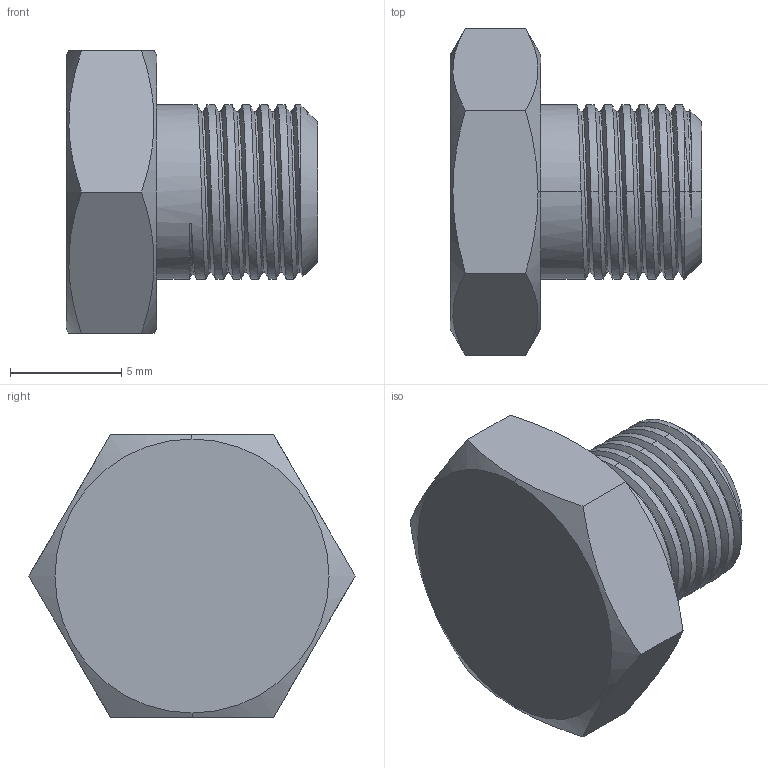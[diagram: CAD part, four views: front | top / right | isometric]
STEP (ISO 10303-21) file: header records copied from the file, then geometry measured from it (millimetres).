
FILE_DESCRIPTION (( 'STEP AP203' ), '1' );
FILE_NAME ('PLUG-110-BR.STEP', '2025-08-19T16:35:55', ( '' ), ( '' ), 'SwSTEP 2.0', 'SolidWorks 2018', '' );
FILE_SCHEMA (( 'CONFIG_CONTROL_DESIGN' ));
Length unit declared in the file: inch
Products named in the file (1): PLUG-110-BR
Bounding box: 11.29 x 14.66 x 12.7 mm (x, y, z)
Volume: 887.7 mm3; surface area: 651.9 mm2
Topology: 1 solids, 1 shells, 33 faces, 89 edges, 59 vertices
Faces by surface type: cylinder 14, plane 9, cone 7, bspline 3
Entity records: 5506 total; most frequent: CARTESIAN_POINT 4695, ORIENTED_EDGE 178, DIRECTION 110, EDGE_CURVE 89, VERTEX_POINT 59, B_SPLINE_CURVE_WITH_KNOTS 51, AXIS2_PLACEMENT_3D 41, EDGE_LOOP 34
